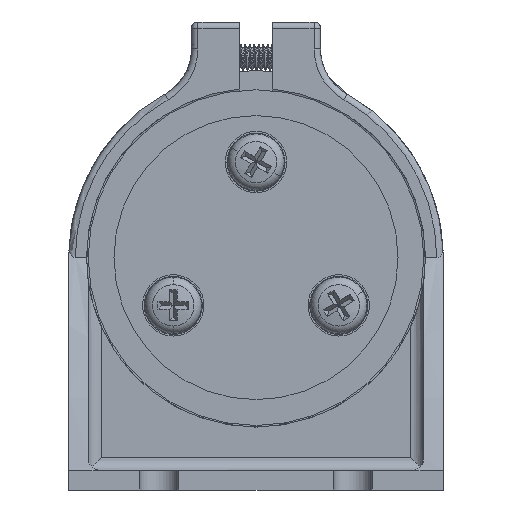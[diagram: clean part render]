
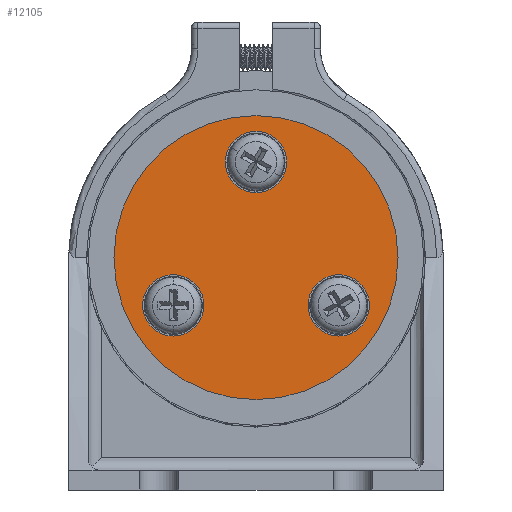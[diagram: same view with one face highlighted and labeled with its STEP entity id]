
A CAD part, left-side view. The second image highlights one B-rep face of the part: STEP entity #12105.
In plain terms, the highlighted free-form (B-spline) face has degree [1, 1] with [2, 2] control points.
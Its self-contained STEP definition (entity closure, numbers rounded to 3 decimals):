
#11331=CARTESIAN_POINT('',(25.0,29.0,58.));
#11332=VERTEX_POINT('',#11331);
#11348=CARTESIAN_POINT('',(25.0,29.0,14.));
#11349=VERTEX_POINT('',#11348);
#11356=CARTESIAN_POINT('',(25.0,29.0,36.));
#11357=DIRECTION('',(1.0,0.0,0.0));
#11358=DIRECTION('',(0.0,0.0,1.0));
#11359=AXIS2_PLACEMENT_3D('',#11356,#11357,#11358);
#11360=CIRCLE('',#11359,22.);
#11361=EDGE_CURVE('',#11349,#11332,#11360,.T.);
#11447=CARTESIAN_POINT('',(25.0,45.931,26.225));
#11448=VERTEX_POINT('',#11447);
#11464=CARTESIAN_POINT('',(25.0,37.704,30.975));
#11465=VERTEX_POINT('',#11464);
#11472=CARTESIAN_POINT('',(25.0,41.817,28.6));
#11473=DIRECTION('',(-1.,0.0,0.0));
#11474=DIRECTION('',(0.0,0.866,-0.5));
#11475=AXIS2_PLACEMENT_3D('',#11472,#11473,#11474);
#11476=CIRCLE('',#11475,4.75);
#11477=EDGE_CURVE('',#11465,#11448,#11476,.T.);
#11510=CARTESIAN_POINT('',(25.0,12.069,26.225));
#11511=VERTEX_POINT('',#11510);
#11527=CARTESIAN_POINT('',(25.0,20.296,30.975));
#11528=VERTEX_POINT('',#11527);
#11535=CARTESIAN_POINT('',(25.0,16.183,28.6));
#11536=DIRECTION('',(-1.0,0.0,0.0));
#11537=DIRECTION('',(0.0,-0.866,-0.5));
#11538=AXIS2_PLACEMENT_3D('',#11535,#11536,#11537);
#11539=CIRCLE('',#11538,4.75);
#11540=EDGE_CURVE('',#11528,#11511,#11539,.T.);
#11573=CARTESIAN_POINT('',(25.0,29.0,55.55));
#11574=VERTEX_POINT('',#11573);
#11590=CARTESIAN_POINT('',(25.0,29.0,46.05));
#11591=VERTEX_POINT('',#11590);
#11598=CARTESIAN_POINT('',(25.0,29.0,50.8));
#11599=DIRECTION('',(-1.0,0.0,0.0));
#11600=DIRECTION('',(0.0,0.0,1.0));
#11601=AXIS2_PLACEMENT_3D('',#11598,#11599,#11600);
#11602=CIRCLE('',#11601,4.75);
#11603=EDGE_CURVE('',#11591,#11574,#11602,.T.);
#11635=CARTESIAN_POINT('',(25.0,29.0,50.8));
#11636=DIRECTION('',(-1.0,0.0,0.0));
#11637=DIRECTION('',(0.0,0.0,1.0));
#11638=AXIS2_PLACEMENT_3D('',#11635,#11636,#11637);
#11639=CIRCLE('',#11638,4.75);
#11640=EDGE_CURVE('',#11574,#11591,#11639,.T.);
#11680=CARTESIAN_POINT('',(25.0,16.183,28.6));
#11681=DIRECTION('',(-1.0,0.0,0.0));
#11682=DIRECTION('',(0.0,-0.866,-0.5));
#11683=AXIS2_PLACEMENT_3D('',#11680,#11681,#11682);
#11684=CIRCLE('',#11683,4.75);
#11685=EDGE_CURVE('',#11511,#11528,#11684,.T.);
#11725=CARTESIAN_POINT('',(25.0,41.817,28.6));
#11726=DIRECTION('',(-1.,0.0,0.0));
#11727=DIRECTION('',(0.0,0.866,-0.5));
#11728=AXIS2_PLACEMENT_3D('',#11725,#11726,#11727);
#11729=CIRCLE('',#11728,4.75);
#11730=EDGE_CURVE('',#11448,#11465,#11729,.T.);
#11835=CARTESIAN_POINT('',(25.0,29.0,36.));
#11836=DIRECTION('',(1.0,0.0,0.0));
#11837=DIRECTION('',(0.0,0.0,1.0));
#11838=AXIS2_PLACEMENT_3D('',#11835,#11836,#11837);
#11839=CIRCLE('',#11838,22.);
#11840=EDGE_CURVE('',#11332,#11349,#11839,.T.);
#12084=CARTESIAN_POINT('',(25.0,51.,58.));
#12085=CARTESIAN_POINT('',(25.0,7.,58.));
#12086=CARTESIAN_POINT('',(25.0,51.,14.));
#12087=CARTESIAN_POINT('',(25.0,7.,14.));
#12088=B_SPLINE_SURFACE_WITH_KNOTS('',1,1,((#12084,#12086),(#12085,#12087)),.UNSPECIFIED.,.F.,.F.,.U.,(2,2),(2,2),(0.0,44.),(0.0,44.),.UNSPECIFIED.);
#12089=ORIENTED_EDGE('',*,*,#11840,.F.);
#12090=ORIENTED_EDGE('',*,*,#11361,.F.);
#12091=EDGE_LOOP('',(#12089,#12090));
#12092=FACE_OUTER_BOUND('',#12091,.T.);
#12093=ORIENTED_EDGE('',*,*,#11730,.F.);
#12094=ORIENTED_EDGE('',*,*,#11477,.F.);
#12095=EDGE_LOOP('',(#12093,#12094));
#12096=FACE_BOUND('',#12095,.T.);
#12097=ORIENTED_EDGE('',*,*,#11685,.F.);
#12098=ORIENTED_EDGE('',*,*,#11540,.F.);
#12099=EDGE_LOOP('',(#12097,#12098));
#12100=FACE_BOUND('',#12099,.T.);
#12101=ORIENTED_EDGE('',*,*,#11640,.F.);
#12102=ORIENTED_EDGE('',*,*,#11603,.F.);
#12103=EDGE_LOOP('',(#12101,#12102));
#12104=FACE_BOUND('',#12103,.T.);
#12105=ADVANCED_FACE('',(#12092,#12096,#12100,#12104),#12088,.F.);
